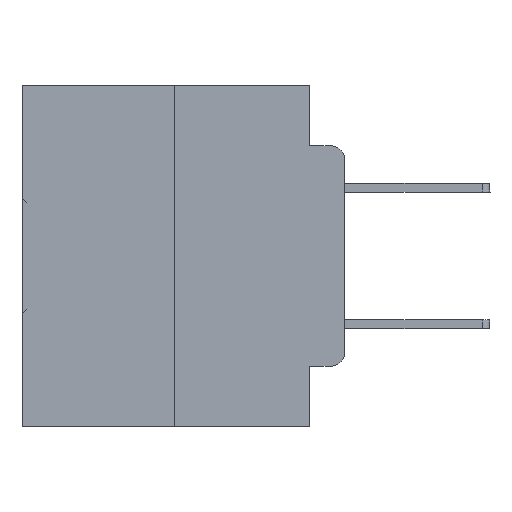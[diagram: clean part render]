
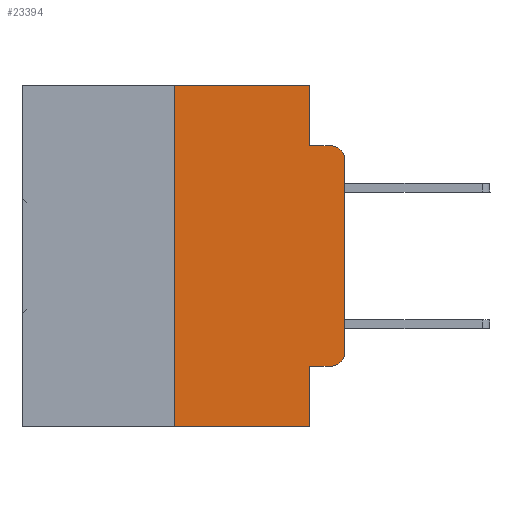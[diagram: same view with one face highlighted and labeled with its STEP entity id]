
A CAD part, left-side view. The second image highlights one B-rep face of the part: STEP entity #23394.
In plain terms, the highlighted planar face has unit normal (-1, 0, 0).
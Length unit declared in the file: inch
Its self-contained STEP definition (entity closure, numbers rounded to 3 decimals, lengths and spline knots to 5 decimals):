
#43 = VERTEX_POINT ( 'NONE', #1493 ) ;
#213 = VERTEX_POINT ( 'NONE', #16107 ) ;
#311 = CARTESIAN_POINT ( 'NONE',  ( 0., 0., -0.3915 ) ) ;
#1127 = CARTESIAN_POINT ( 'NONE',  ( 0., 0.25, 0. ) ) ;
#1493 = CARTESIAN_POINT ( 'NONE',  ( 0., 0.051, -0.0885 ) ) ;
#1576 = EDGE_CURVE ( 'NONE', #14860, #24068, #9514, .T. ) ;
#1611 = DIRECTION ( 'NONE',  ( -1., 0., 0. ) ) ;
#2135 = CARTESIAN_POINT ( 'NONE',  ( 0., 0.25, -0.5 ) ) ;
#2423 = PLANE ( 'NONE',  #9574 ) ;
#2781 = EDGE_CURVE ( 'NONE', #10331, #213, #20126, .T. ) ;
#3558 = DIRECTION ( 'NONE',  ( 0., 0., -1. ) ) ;
#3568 = CARTESIAN_POINT ( 'NONE',  ( 0., 0.25, 0. ) ) ;
#4331 = ORIENTED_EDGE ( 'NONE', *, *, #18276, .F. ) ;
#4357 = VERTEX_POINT ( 'NONE', #19816 ) ;
#4436 = ORIENTED_EDGE ( 'NONE', *, *, #21511, .T. ) ;
#4641 = ORIENTED_EDGE ( 'NONE', *, *, #8496, .F. ) ;
#4669 = EDGE_CURVE ( 'NONE', #26817, #4357, #21660, .T. ) ;
#4682 = CARTESIAN_POINT ( 'NONE',  ( 0., 0.02, -0.3915 ) ) ;
#5306 = AXIS2_PLACEMENT_3D ( 'NONE', #7642, #28058, #18126 ) ;
#5450 = VECTOR ( 'NONE', #10888, 39.37008 ) ;
#5521 = VECTOR ( 'NONE', #10429, 39.37008 ) ;
#5684 = CARTESIAN_POINT ( 'NONE',  ( 0., 0.051, 0. ) ) ;
#5864 = VECTOR ( 'NONE', #9229, 39.37008 ) ;
#5871 = CARTESIAN_POINT ( 'NONE',  ( 0., 0., -0.1085 ) ) ;
#6046 = EDGE_CURVE ( 'NONE', #17403, #14860, #33409, .T. ) ;
#6049 = VECTOR ( 'NONE', #24552, 39.37008 ) ;
#6352 = LINE ( 'NONE', #8603, #6049 ) ;
#6803 = CARTESIAN_POINT ( 'NONE',  ( 0., 0.051, -0.4115 ) ) ;
#7642 = CARTESIAN_POINT ( 'NONE',  ( 0., 0.02, -0.1085 ) ) ;
#7835 = VERTEX_POINT ( 'NONE', #2135 ) ;
#8280 = LINE ( 'NONE', #5684, #29542 ) ;
#8496 = EDGE_CURVE ( 'NONE', #43, #213, #6352, .T. ) ;
#8603 = CARTESIAN_POINT ( 'NONE',  ( 0., 0.051, -0.0885 ) ) ;
#9229 = DIRECTION ( 'NONE',  ( 0., 0., 1. ) ) ;
#9409 = DIRECTION ( 'NONE',  ( 0., -1., 0. ) ) ;
#9514 = CIRCLE ( 'NONE', #24824, 0.02 ) ;
#9574 = AXIS2_PLACEMENT_3D ( 'NONE', #12926, #30929, #20317 ) ;
#9969 = EDGE_CURVE ( 'NONE', #7835, #11146, #22391, .T. ) ;
#10143 = ORIENTED_EDGE ( 'NONE', *, *, #20675, .F. ) ;
#10331 = VERTEX_POINT ( 'NONE', #5871 ) ;
#10429 = DIRECTION ( 'NONE',  ( 0., 0., 1. ) ) ;
#10600 = CARTESIAN_POINT ( 'NONE',  ( 0., 0., 0. ) ) ;
#10883 = ORIENTED_EDGE ( 'NONE', *, *, #4669, .F. ) ;
#10888 = DIRECTION ( 'NONE',  ( 0., -1., 0. ) ) ;
#11146 = VERTEX_POINT ( 'NONE', #23816 ) ;
#12114 = DIRECTION ( 'NONE',  ( 0., -1., 0. ) ) ;
#12879 = ORIENTED_EDGE ( 'NONE', *, *, #2781, .T. ) ;
#12926 = CARTESIAN_POINT ( 'NONE',  ( 0., 0.473, 0. ) ) ;
#13925 = EDGE_LOOP ( 'NONE', ( #4436, #12879, #4641, #10143, #10883, #32288, #16663, #4331, #28180, #14829 ) ) ;
#14019 = CARTESIAN_POINT ( 'NONE',  ( 0., 0.02, -0.4115 ) ) ;
#14072 = LINE ( 'NONE', #24174, #28037 ) ;
#14829 = ORIENTED_EDGE ( 'NONE', *, *, #1576, .T. ) ;
#14860 = VERTEX_POINT ( 'NONE', #14019 ) ;
#15642 = CARTESIAN_POINT ( 'NONE',  ( 0., 0.051, -0.4115 ) ) ;
#16107 = CARTESIAN_POINT ( 'NONE',  ( 0., 0.02, -0.0885 ) ) ;
#16361 = CARTESIAN_POINT ( 'NONE',  ( 0., 0.473, 0. ) ) ;
#16663 = ORIENTED_EDGE ( 'NONE', *, *, #9969, .T. ) ;
#17164 = VECTOR ( 'NONE', #12114, 39.37008 ) ;
#17403 = VERTEX_POINT ( 'NONE', #15642 ) ;
#18126 = DIRECTION ( 'NONE',  ( 0., 0., -1. ) ) ;
#18276 = EDGE_CURVE ( 'NONE', #17403, #11146, #8280, .T. ) ;
#18474 = VECTOR ( 'NONE', #9409, 39.37008 ) ;
#19816 = CARTESIAN_POINT ( 'NONE',  ( 0., 0.051, 0. ) ) ;
#20126 = CIRCLE ( 'NONE', #5306, 0.02 ) ;
#20317 = DIRECTION ( 'NONE',  ( 0., 0., -1. ) ) ;
#20675 = EDGE_CURVE ( 'NONE', #4357, #43, #14072, .T. ) ;
#21511 = EDGE_CURVE ( 'NONE', #24068, #10331, #33897, .T. ) ;
#21660 = LINE ( 'NONE', #16361, #5450 ) ;
#22391 = LINE ( 'NONE', #25124, #17164 ) ;
#23044 = FACE_OUTER_BOUND ( 'NONE', #13925, .T. ) ;
#23394 = ADVANCED_FACE ( 'NONE', ( #23044 ), #2423, .F. ) ;
#23816 = CARTESIAN_POINT ( 'NONE',  ( 0., 0.051, -0.5 ) ) ;
#24068 = VERTEX_POINT ( 'NONE', #311 ) ;
#24174 = CARTESIAN_POINT ( 'NONE',  ( 0., 0.051, 0. ) ) ;
#24552 = DIRECTION ( 'NONE',  ( 0., -1., 0. ) ) ;
#24824 = AXIS2_PLACEMENT_3D ( 'NONE', #4682, #1611, #30432 ) ;
#25124 = CARTESIAN_POINT ( 'NONE',  ( 0., 0.473, -0.5 ) ) ;
#25963 = EDGE_CURVE ( 'NONE', #7835, #26817, #27046, .T. ) ;
#26817 = VERTEX_POINT ( 'NONE', #3568 ) ;
#27046 = LINE ( 'NONE', #1127, #5864 ) ;
#28037 = VECTOR ( 'NONE', #3558, 39.37008 ) ;
#28058 = DIRECTION ( 'NONE',  ( -1., 0., 0. ) ) ;
#28180 = ORIENTED_EDGE ( 'NONE', *, *, #6046, .T. ) ;
#29542 = VECTOR ( 'NONE', #33278, 39.37008 ) ;
#30432 = DIRECTION ( 'NONE',  ( 0., 0., -1. ) ) ;
#30929 = DIRECTION ( 'NONE',  ( 1., 0., 0. ) ) ;
#32288 = ORIENTED_EDGE ( 'NONE', *, *, #25963, .F. ) ;
#33278 = DIRECTION ( 'NONE',  ( 0., 0., -1. ) ) ;
#33409 = LINE ( 'NONE', #6803, #18474 ) ;
#33897 = LINE ( 'NONE', #10600, #5521 ) ;
